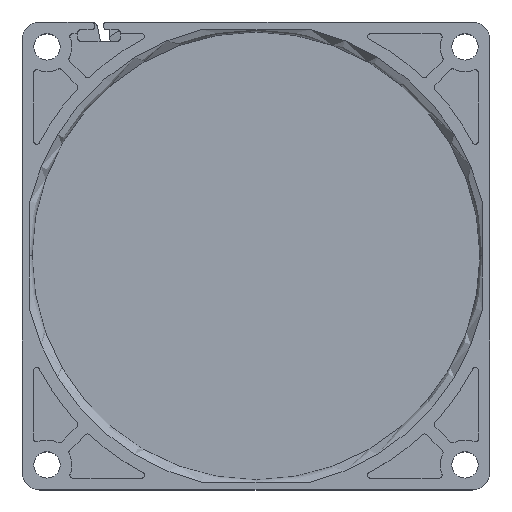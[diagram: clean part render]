
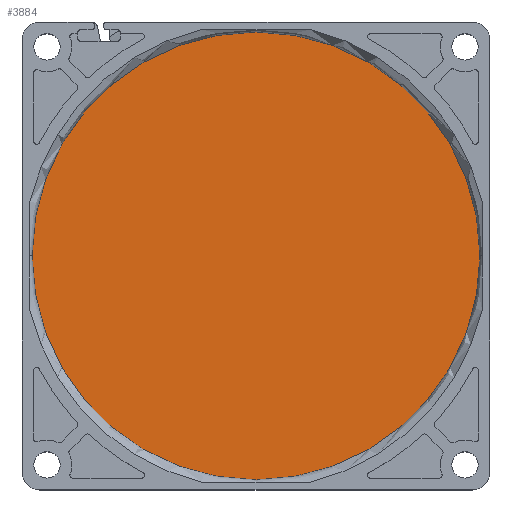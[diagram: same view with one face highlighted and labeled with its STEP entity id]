
A CAD part, top view. The second image highlights one B-rep face of the part: STEP entity #3884.
In plain terms, the highlighted planar face has unit normal (0, 0, 1).
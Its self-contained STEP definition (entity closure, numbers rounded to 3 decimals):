
#146 = ORIENTED_EDGE ( 'NONE', *, *, #2028, .T. ) ;
#444 = DIRECTION ( 'NONE',  ( 1., 0., 0. ) ) ;
#699 = DIRECTION ( 'NONE',  ( 1., 0., 0. ) ) ;
#854 = FACE_OUTER_BOUND ( 'NONE', #2826, .T. ) ;
#1149 = AXIS2_PLACEMENT_3D ( 'NONE', #5362, #5181, #17779 ) ;
#1247 = CARTESIAN_POINT ( 'NONE',  ( 38.3, 0., -2. ) ) ;
#1529 = CIRCLE ( 'NONE', #1149, 38.3 ) ;
#2028 = EDGE_CURVE ( 'NONE', #13897, #11834, #1529, .T. ) ;
#2349 = AXIS2_PLACEMENT_3D ( 'NONE', #14181, #10132, #444 ) ;
#2826 = EDGE_LOOP ( 'NONE', ( #16505, #146 ) ) ;
#3148 = CARTESIAN_POINT ( 'NONE',  ( -38.3, 0., -2. ) ) ;
#3884 = ADVANCED_FACE ( 'NONE', ( #854 ), #13233, .T. ) ;
#5181 = DIRECTION ( 'NONE',  ( 0., 0., 1. ) ) ;
#5362 = CARTESIAN_POINT ( 'NONE',  ( 0., 0., -2. ) ) ;
#5367 = EDGE_CURVE ( 'NONE', #11834, #13897, #17220, .T. ) ;
#7411 = AXIS2_PLACEMENT_3D ( 'NONE', #10444, #10381, #699 ) ;
#10132 = DIRECTION ( 'NONE',  ( 0., 0., 1. ) ) ;
#10381 = DIRECTION ( 'NONE',  ( 0., 0., 1. ) ) ;
#10444 = CARTESIAN_POINT ( 'NONE',  ( 0., 0., -2. ) ) ;
#11834 = VERTEX_POINT ( 'NONE', #3148 ) ;
#13233 = PLANE ( 'NONE',  #7411 ) ;
#13897 = VERTEX_POINT ( 'NONE', #1247 ) ;
#14181 = CARTESIAN_POINT ( 'NONE',  ( 0., 0., -2. ) ) ;
#16505 = ORIENTED_EDGE ( 'NONE', *, *, #5367, .T. ) ;
#17220 = CIRCLE ( 'NONE', #2349, 38.3 ) ;
#17779 = DIRECTION ( 'NONE',  ( 1., 0., 0. ) ) ;
